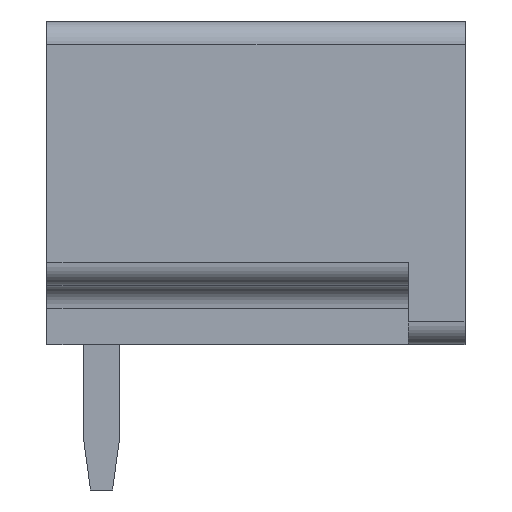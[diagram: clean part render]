
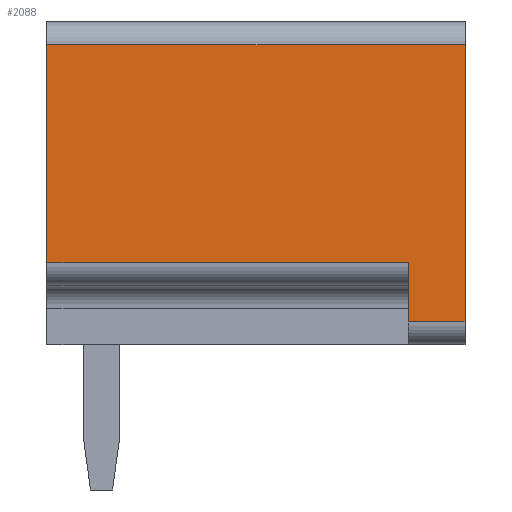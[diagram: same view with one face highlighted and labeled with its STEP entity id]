
A CAD part, left-side view. The second image highlights one B-rep face of the part: STEP entity #2088.
In plain terms, the highlighted planar face has unit normal (-1, 0, 0).
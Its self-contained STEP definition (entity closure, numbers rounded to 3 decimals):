
#2052=AXIS2_PLACEMENT_3D('Plane Axis2P3D',#2049,#2050,#2051) ;
#188=CARTESIAN_POINT('Vertex',(0.,0.,9.8)) ;
#191=CARTESIAN_POINT('Line Origine',(0.,0.,6.75)) ;
#195=CARTESIAN_POINT('Vertex',(0.,0.,3.7)) ;
#2030=CARTESIAN_POINT('Line Origine',(0.,4.6,9.8)) ;
#2034=CARTESIAN_POINT('Vertex',(0.,9.2,9.8)) ;
#2049=CARTESIAN_POINT('Axis2P3D Location',(0.,0.,3.7)) ;
#2054=CARTESIAN_POINT('Line Origine',(0.,0.625,3.7)) ;
#2058=CARTESIAN_POINT('Vertex',(0.,1.25,3.7)) ;
#2061=CARTESIAN_POINT('Line Origine',(0.,9.2,7.4)) ;
#2065=CARTESIAN_POINT('Vertex',(0.,9.2,5.)) ;
#2068=CARTESIAN_POINT('Line Origine',(0.,5.225,5.)) ;
#2072=CARTESIAN_POINT('Vertex',(0.,1.25,5.)) ;
#2075=CARTESIAN_POINT('Line Origine',(0.,1.25,4.35)) ;
#192=DIRECTION('Vector Direction',(0.,0.,1.)) ;
#2031=DIRECTION('Vector Direction',(0.,1.,0.)) ;
#2050=DIRECTION('Axis2P3D Direction',(-1.,0.,0.)) ;
#2051=DIRECTION('Axis2P3D XDirection',(0.,0.,1.)) ;
#2055=DIRECTION('Vector Direction',(0.,1.,0.)) ;
#2062=DIRECTION('Vector Direction',(0.,0.,1.)) ;
#2069=DIRECTION('Vector Direction',(0.,1.,0.)) ;
#2076=DIRECTION('Vector Direction',(0.,0.,-1.)) ;
#193=VECTOR('Line Direction',#192,1.) ;
#2032=VECTOR('Line Direction',#2031,1.) ;
#2056=VECTOR('Line Direction',#2055,1.) ;
#2063=VECTOR('Line Direction',#2062,1.) ;
#2070=VECTOR('Line Direction',#2069,1.) ;
#2077=VECTOR('Line Direction',#2076,1.) ;
#2081=ORIENTED_EDGE('',*,*,#2060,.F.) ;
#2082=ORIENTED_EDGE('',*,*,#197,.T.) ;
#2083=ORIENTED_EDGE('',*,*,#2036,.T.) ;
#2084=ORIENTED_EDGE('',*,*,#2067,.F.) ;
#2085=ORIENTED_EDGE('',*,*,#2074,.F.) ;
#2086=ORIENTED_EDGE('',*,*,#2079,.T.) ;
#2088=ADVANCED_FACE('Housing',(#2087),#2053,.T.) ;
#197=EDGE_CURVE('',#196,#189,#194,.T.) ;
#2036=EDGE_CURVE('',#189,#2035,#2033,.T.) ;
#2060=EDGE_CURVE('',#196,#2059,#2057,.T.) ;
#2067=EDGE_CURVE('',#2066,#2035,#2064,.T.) ;
#2074=EDGE_CURVE('',#2073,#2066,#2071,.T.) ;
#2079=EDGE_CURVE('',#2073,#2059,#2078,.T.) ;
#2080=EDGE_LOOP('',(#2081,#2082,#2083,#2084,#2085,#2086)) ;
#2087=FACE_OUTER_BOUND('',#2080,.T.) ;
#194=LINE('Line',#191,#193) ;
#2033=LINE('Line',#2030,#2032) ;
#2057=LINE('Line',#2054,#2056) ;
#2064=LINE('Line',#2061,#2063) ;
#2071=LINE('Line',#2068,#2070) ;
#2078=LINE('Line',#2075,#2077) ;
#2053=PLANE('',#2052) ;
#189=VERTEX_POINT('',#188) ;
#196=VERTEX_POINT('',#195) ;
#2035=VERTEX_POINT('',#2034) ;
#2059=VERTEX_POINT('',#2058) ;
#2066=VERTEX_POINT('',#2065) ;
#2073=VERTEX_POINT('',#2072) ;
